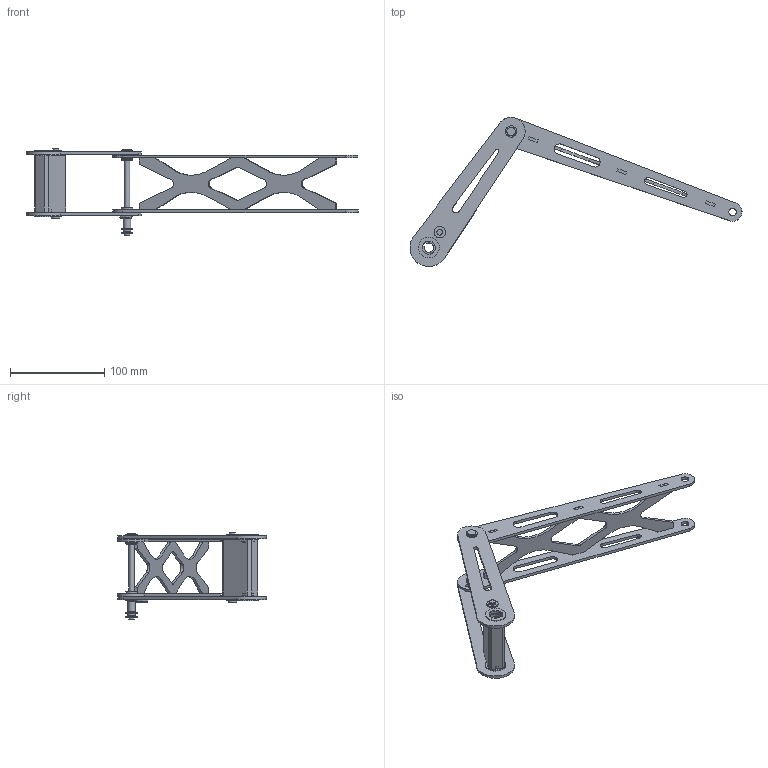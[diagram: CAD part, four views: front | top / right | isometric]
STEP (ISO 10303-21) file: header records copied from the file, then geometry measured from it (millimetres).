
FILE_DESCRIPTION(/* description */ (''),/* implementation_level */ '2;1');
FILE_NAME(/* name */ 'Arm med stabilisator.stp',/* time_stamp */ '2025-08-07T17:10:16+02:00',/* author */ ('roone'),/* organization */ (''),/* preprocessor_version */ 'ST-DEVELOPER v20',/* originating_system */ 'Autodesk Inventor 2025',/* authorisation */ '');
FILE_SCHEMA (('AUTOMOTIVE_DESIGN { 1 0 10303 214 3 1 1 }'));
Products named in the file (16): Arm med stabilisator; Aksel-Arm Kobling; FlangeBearing 14x4mm; HingePin AkselKobling; Aktiv arm ny lengde (1); Aktiv arm ny lengde; Passiv arm ny lengde; Passiv arm ny lengde V2 med stopper; HingePin ArmStab; ibh_ZSM-0608-12_2025429_1117_model; Mechanical Stopper Screw; ibh_GFM-0607-024_2025411_1214_model; Avstiving Med Grop; Flange bearindID6; NETWS5; ThrusterBearing 6x1.5
Assembly tree (29 placements, depth 2):
  Arm med stabilisator
    Aksel-Arm Kobling
    FlangeBearing 14x4mm  x4
    HingePin AkselKobling
    Flange bearindID6  x7
    Aktiv arm ny lengde (1)
    Aktiv arm ny lengde
    Passiv arm ny lengde
    Passiv arm ny lengde V2 med stopper
    HingePin ArmStab
    ibh_ZSM-0608-12_2025429_1117_model
    ThrusterBearing 6x1.5  x3
    NETWS5  x3
    Mechanical Stopper Screw
    ibh_GFM-0607-024_2025411_1214_model  x2
    Avstiving Med Grop
Bounding box: 352.34 x 158.19 x 93.05 mm (x, y, z)
Volume: 120436.6 mm3; surface area: 90047.3 mm2
Topology: 29 solids, 29 shells, 404 faces, 904 edges, 588 vertices
Faces by surface type: plane 223, cylinder 141, cone 23, torus 13, bspline 4
Full cylindrical faces by diameter (mm): 3.5 x2, 5 x3, 5.7 x3, 6 x21, 7 x2, 8 x17, 9 x2, 11 x2, 12 x10, 14 x4, 16 x8, 22 x4
Entity records: 9171 total; most frequent: DIRECTION 1546, CARTESIAN_POINT 1495, ORIENTED_EDGE 1368, EDGE_CURVE 684, AXIS2_PLACEMENT_3D 536, LINE 474, VECTOR 474, VERTEX_POINT 449
